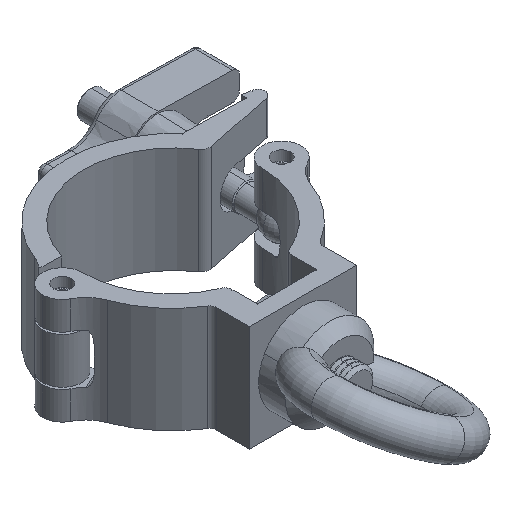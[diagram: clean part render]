
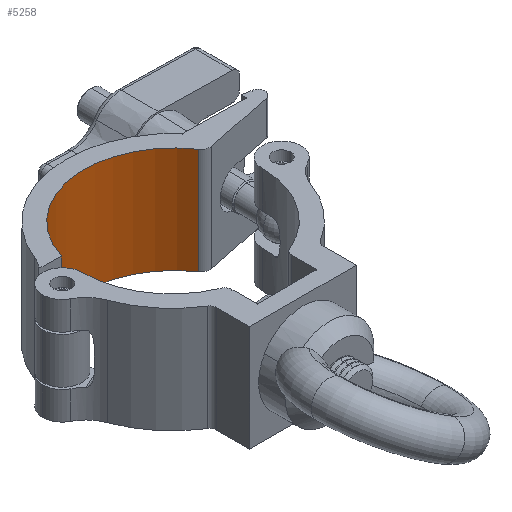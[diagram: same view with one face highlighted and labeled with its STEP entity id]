
A CAD part, isometric view. The second image highlights one B-rep face of the part: STEP entity #5258.
In plain terms, the highlighted cylindrical face has radius 25.4 mm (diameter 50.8 mm), a partial arc.
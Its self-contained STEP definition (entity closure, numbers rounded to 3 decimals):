
#13 = EDGE_CURVE ( 'NONE', #8745, #4023, #5369, .T. ) ;
#84 = DIRECTION ( 'NONE',  ( 0., 0., -1. ) ) ;
#249 = CARTESIAN_POINT ( 'NONE',  ( 30.92, 0., 6.45 ) ) ;
#301 = DIRECTION ( 'NONE',  ( 0., 0., -1. ) ) ;
#404 = CARTESIAN_POINT ( 'NONE',  ( 51.731, 14.562, 14.95 ) ) ;
#485 = LINE ( 'NONE', #8296, #5675 ) ;
#665 = VERTEX_POINT ( 'NONE', #6499 ) ;
#764 = DIRECTION ( 'NONE',  ( 0., 0., 1. ) ) ;
#984 = DIRECTION ( 'NONE',  ( 1., 0., 0. ) ) ;
#1121 = EDGE_CURVE ( 'NONE', #1220, #6543, #4398, .T. ) ;
#1192 = CARTESIAN_POINT ( 'NONE',  ( 6.504, 7., -6.45 ) ) ;
#1220 = VERTEX_POINT ( 'NONE', #404 ) ;
#1264 = AXIS2_PLACEMENT_3D ( 'NONE', #7441, #3511, #8212 ) ;
#1658 = ORIENTED_EDGE ( 'NONE', *, *, #5327, .T. ) ;
#1717 = ORIENTED_EDGE ( 'NONE', *, *, #8821, .T. ) ;
#1974 = CARTESIAN_POINT ( 'NONE',  ( 5.52, 0., 6.45 ) ) ;
#2193 = VECTOR ( 'NONE', #301, 1000. ) ;
#2536 = DIRECTION ( 'NONE',  ( 0., 0., -1. ) ) ;
#2963 = CIRCLE ( 'NONE', #8726, 25.4 ) ;
#3252 = EDGE_CURVE ( 'NONE', #665, #4023, #2963, .T. ) ;
#3511 = DIRECTION ( 'NONE',  ( 0., 0., -1. ) ) ;
#3657 = VERTEX_POINT ( 'NONE', #6774 ) ;
#3959 = VECTOR ( 'NONE', #6726, 1000. ) ;
#4023 = VERTEX_POINT ( 'NONE', #7964 ) ;
#4398 = LINE ( 'NONE', #8882, #2193 ) ;
#4470 = CIRCLE ( 'NONE', #1264, 25.4 ) ;
#4662 = EDGE_CURVE ( 'NONE', #8745, #6439, #4957, .T. ) ;
#4746 = ORIENTED_EDGE ( 'NONE', *, *, #5522, .F. ) ;
#4786 = EDGE_CURVE ( 'NONE', #3657, #1220, #4470, .T. ) ;
#4798 = DIRECTION ( 'NONE',  ( -1., 0., 0. ) ) ;
#4957 = CIRCLE ( 'NONE', #8275, 25.4 ) ;
#5258 = ADVANCED_FACE ( 'NONE', ( #7255 ), #7742, .F. ) ;
#5327 = EDGE_CURVE ( 'NONE', #10004, #6543, #8335, .T. ) ;
#5369 = LINE ( 'NONE', #7213, #8402 ) ;
#5522 = EDGE_CURVE ( 'NONE', #6439, #3657, #485, .T. ) ;
#5541 = CARTESIAN_POINT ( 'NONE',  ( 51.731, 14.562, -14.95 ) ) ;
#5675 = VECTOR ( 'NONE', #7461, 1000. ) ;
#5796 = ORIENTED_EDGE ( 'NONE', *, *, #13, .T. ) ;
#6042 = LINE ( 'NONE', #1192, #3959 ) ;
#6273 = DIRECTION ( 'NONE',  ( -1., 0., 0. ) ) ;
#6279 = DIRECTION ( 'NONE',  ( 0., 0., -1. ) ) ;
#6306 = CARTESIAN_POINT ( 'NONE',  ( 30.92, 0., -6.45 ) ) ;
#6439 = VERTEX_POINT ( 'NONE', #7747 ) ;
#6499 = CARTESIAN_POINT ( 'NONE',  ( 6.504, 7., -6.45 ) ) ;
#6543 = VERTEX_POINT ( 'NONE', #5541 ) ;
#6723 = ORIENTED_EDGE ( 'NONE', *, *, #1121, .F. ) ;
#6726 = DIRECTION ( 'NONE',  ( 0., 0., -1. ) ) ;
#6774 = CARTESIAN_POINT ( 'NONE',  ( 6.504, 7., 14.95 ) ) ;
#7100 = EDGE_LOOP ( 'NONE', ( #7803, #1717, #1658, #6723, #7160, #4746, #9172, #5796 ) ) ;
#7130 = CARTESIAN_POINT ( 'NONE',  ( 30.92, 0., -14.95 ) ) ;
#7160 = ORIENTED_EDGE ( 'NONE', *, *, #4786, .F. ) ;
#7213 = CARTESIAN_POINT ( 'NONE',  ( 5.52, 0., 14.95 ) ) ;
#7255 = FACE_OUTER_BOUND ( 'NONE', #7100, .T. ) ;
#7303 = DIRECTION ( 'NONE',  ( 0., 0., -1. ) ) ;
#7441 = CARTESIAN_POINT ( 'NONE',  ( 30.92, 0., 14.95 ) ) ;
#7461 = DIRECTION ( 'NONE',  ( 0., 0., 1. ) ) ;
#7742 = CYLINDRICAL_SURFACE ( 'NONE', #7768, 25.4 ) ;
#7747 = CARTESIAN_POINT ( 'NONE',  ( 6.504, 7., 6.45 ) ) ;
#7768 = AXIS2_PLACEMENT_3D ( 'NONE', #9484, #84, #4798 ) ;
#7803 = ORIENTED_EDGE ( 'NONE', *, *, #3252, .F. ) ;
#7964 = CARTESIAN_POINT ( 'NONE',  ( 5.52, 0., -6.45 ) ) ;
#8212 = DIRECTION ( 'NONE',  ( 1., 0., 0. ) ) ;
#8275 = AXIS2_PLACEMENT_3D ( 'NONE', #249, #7303, #984 ) ;
#8296 = CARTESIAN_POINT ( 'NONE',  ( 6.504, 7., 6.45 ) ) ;
#8335 = CIRCLE ( 'NONE', #8813, 25.4 ) ;
#8402 = VECTOR ( 'NONE', #2536, 1000. ) ;
#8726 = AXIS2_PLACEMENT_3D ( 'NONE', #6306, #764, #6273 ) ;
#8745 = VERTEX_POINT ( 'NONE', #1974 ) ;
#8813 = AXIS2_PLACEMENT_3D ( 'NONE', #7130, #6279, #9340 ) ;
#8820 = CARTESIAN_POINT ( 'NONE',  ( 6.504, 7., -14.95 ) ) ;
#8821 = EDGE_CURVE ( 'NONE', #665, #10004, #6042, .T. ) ;
#8882 = CARTESIAN_POINT ( 'NONE',  ( 51.731, 14.562, 14.95 ) ) ;
#9172 = ORIENTED_EDGE ( 'NONE', *, *, #4662, .F. ) ;
#9340 = DIRECTION ( 'NONE',  ( 1., 0., 0. ) ) ;
#9484 = CARTESIAN_POINT ( 'NONE',  ( 30.92, 0., 14.95 ) ) ;
#10004 = VERTEX_POINT ( 'NONE', #8820 ) ;
